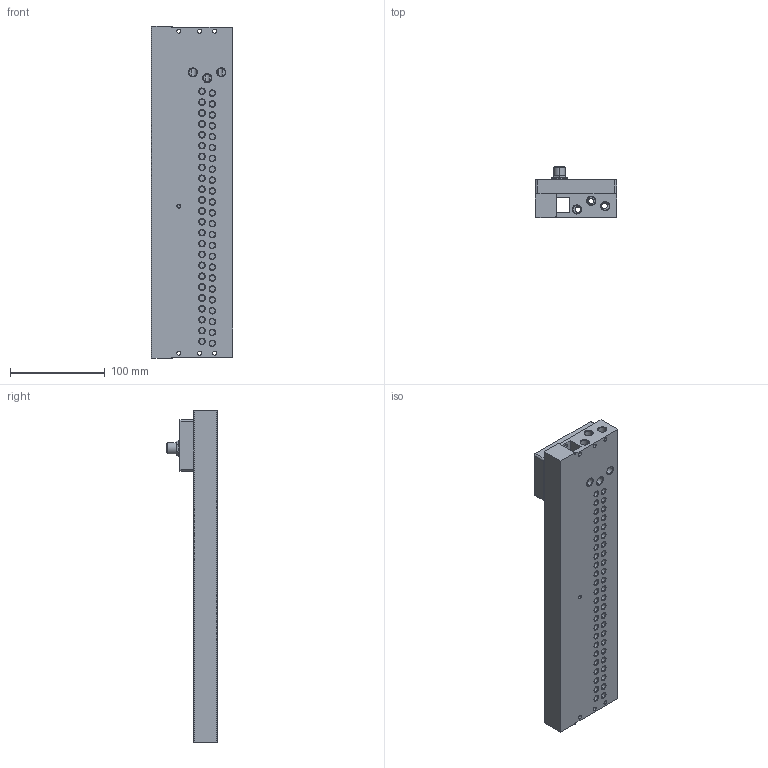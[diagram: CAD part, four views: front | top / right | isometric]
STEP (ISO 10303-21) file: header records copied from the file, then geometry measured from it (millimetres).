
FILE_DESCRIPTION (( 'STEP AP203' ), '1' );
FILE_NAME ('ES1VB-24F-M7LK32.STEP', '2022-07-27T11:43:14', ( '' ), ( '' ), 'SwSTEP 2.0', 'SolidWorks 2022', '' );
FILE_SCHEMA (( 'CONFIG_CONTROL_DESIGN' ));
Length unit declared in the file: millimetre
Products named in the file (1): ES1VB-24F-M7LK32
Bounding box: 86 x 53.6 x 351 mm (x, y, z)
Volume: 696507 mm3; surface area: 137079.3 mm2
Topology: 1 solids, 1 shells, 661 faces, 1502 edges, 958 vertices
Faces by surface type: cylinder 280, cone 216, plane 153, bspline 12
Entity records: 19219 total; most frequent: DIRECTION 3672, CARTESIAN_POINT 3458, ORIENTED_EDGE 3004, AXIS2_PLACEMENT_3D 1544, EDGE_CURVE 1502, VERTEX_POINT 958, CIRCLE 894, EDGE_LOOP 808
